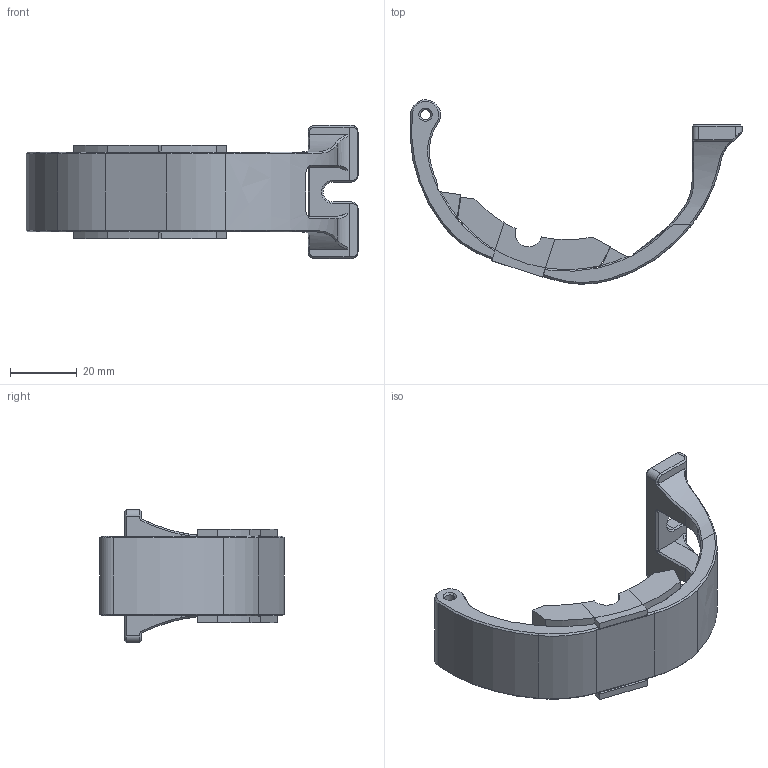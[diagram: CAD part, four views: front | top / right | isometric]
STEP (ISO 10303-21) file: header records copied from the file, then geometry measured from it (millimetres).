
FILE_DESCRIPTION(('FreeCAD Model'),'2;1');
FILE_NAME('Open CASCADE Shape Model','2025-02-24T16:14:03',(''),(''), 'Open CASCADE STEP processor 7.6','FreeCAD','Unknown');
FILE_SCHEMA(('AUTOMOTIVE_DESIGN { 1 0 10303 214 1 1 1 1 }'));
Length unit declared in the file: millimetre
Products named in the file (3): Part; Тіло002; BOT002
Assembly tree (2 placements, depth 2):
  Part
    Тіло002
    BOT002
Bounding box: 99.66 x 55.33 x 40 mm (x, y, z)
Volume: 29061.7 mm3; surface area: 14078.5 mm2
Topology: 2 solids, 2 shells, 207 faces, 515 edges, 310 vertices
Faces by surface type: bspline 167, plane 30, cylinder 10
Entity records: 7520 total; most frequent: CARTESIAN_POINT 3152, ORIENTED_EDGE 1030, DIRECTION 643, EDGE_CURVE 515, VERTEX_POINT 310, LINE 269, VECTOR 269, FACE_BOUND 209
